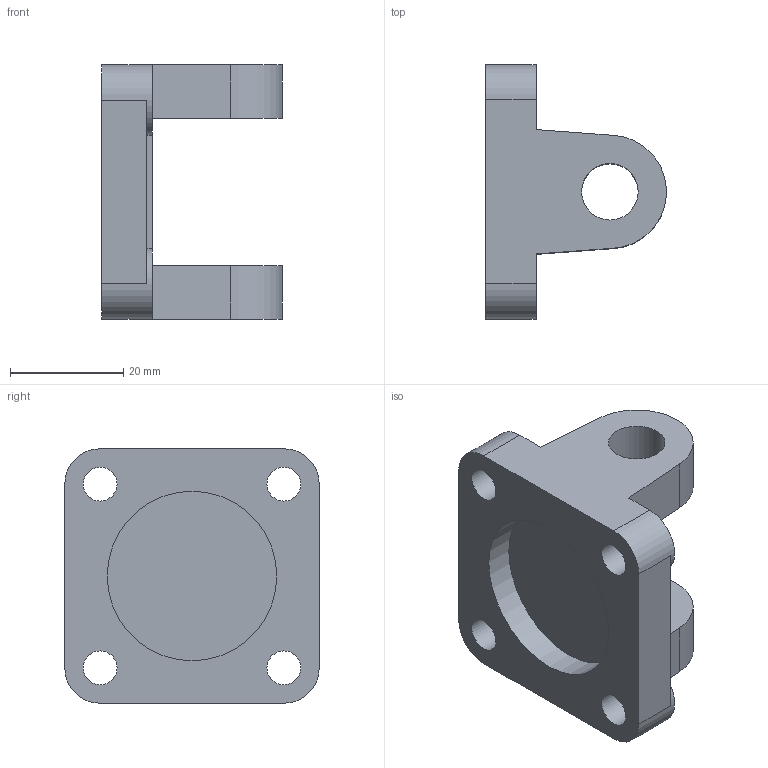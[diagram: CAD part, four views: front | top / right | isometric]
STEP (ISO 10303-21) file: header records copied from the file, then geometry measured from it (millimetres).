
FILE_DESCRIPTION( ( 'STEP AP214' ), '1' );
FILE_NAME( 'Female Hinge (MP2) CRF32A(00S).stp', '2020-05-11T07:00:36', ( 'License CC BY-ND 4.0' ), ( 'CADENAS' ), ' ', 'PARTsolutions', ' ' );
FILE_SCHEMA( ( 'AUTOMOTIVE_DESIGN { 1 0 10303 214 1 1 1 1 }' ) );
Length unit declared in the file: millimetre
Products named in the file (2): Female Hinge (MP2) CRF32A(00S); _Female hinge CRF32A(00s)-1
Assembly tree (1 placements, depth 2):
  Female Hinge (MP2) CRF32A(00S)
    _Female hinge CRF32A(00s)-1
Bounding box: 32 x 45 x 45 mm (x, y, z)
Volume: 19070.2 mm3; surface area: 9299.1 mm2
Topology: 1 solids, 1 shells, 38 faces, 93 edges, 62 vertices
Faces by surface type: plane 21, cylinder 17
Full cylindrical faces by diameter (mm): 6 x4, 10 x6, 30 x1
Entity records: 1446 total; most frequent: DIRECTION 200, CARTESIAN_POINT 184, ORIENTED_EDGE 164, EDGE_CURVE 82, AXIS2_PLACEMENT_3D 78, EDGE_LOOP 66, VERTEX_POINT 62, FACE_OUTER_BOUND 49
